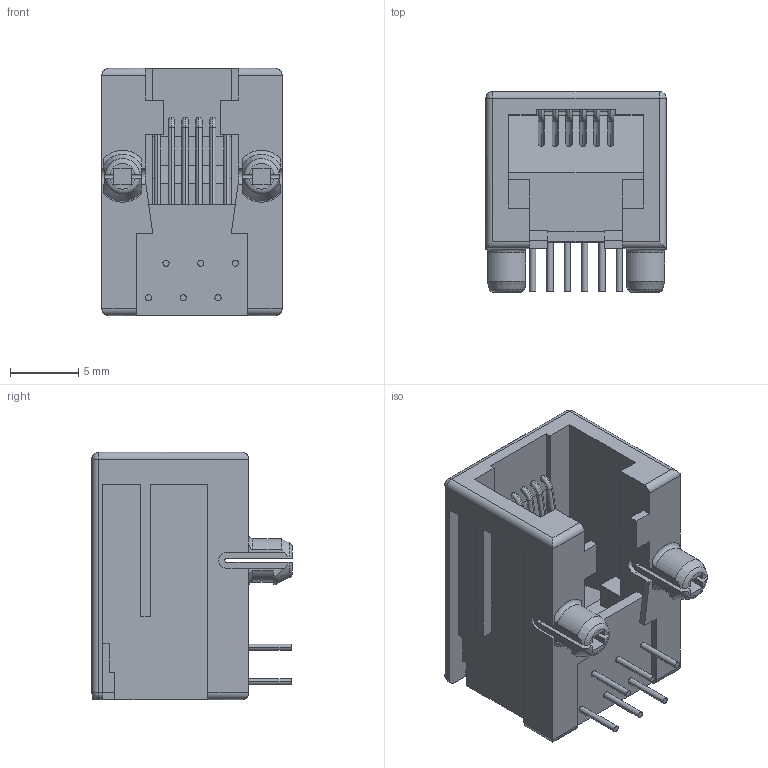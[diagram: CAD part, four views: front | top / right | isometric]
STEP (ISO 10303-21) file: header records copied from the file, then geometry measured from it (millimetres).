
FILE_DESCRIPTION((''),'2;1');
FILE_NAME('C-1705950-1','2009-12-09T',('workeradm'),(''),'PRO/ENGINEER BY PARAMETRIC TECHNOLOGY CORPORATION, 2008380','PRO/ENGINEER BY PARAMETRIC TECHNOLOGY CORPORATION, 2008380','');
FILE_SCHEMA(('AUTOMOTIVE_DESIGN { 1 0 10303 214 1 1 1 1 }'));
Length unit declared in the file: millimetre
Products named in the file (1): C-1705950-1
Bounding box: 13.2 x 14.7 x 18.1 mm (x, y, z)
Volume: 1276.9 mm3; surface area: 2177.8 mm2
Topology: 1 solids, 1 shells, 290 faces, 798 edges, 516 vertices
Faces by surface type: plane 205, cylinder 57, torus 20, sphere 4, cone 4
Entity records: 10852 total; most frequent: CARTESIAN_POINT 3417, ORIENTED_EDGE 1596, DIRECTION 1460, EDGE_CURVE 798, VECTOR 588, LINE 588, VERTEX_POINT 516, AXIS2_PLACEMENT_3D 436
